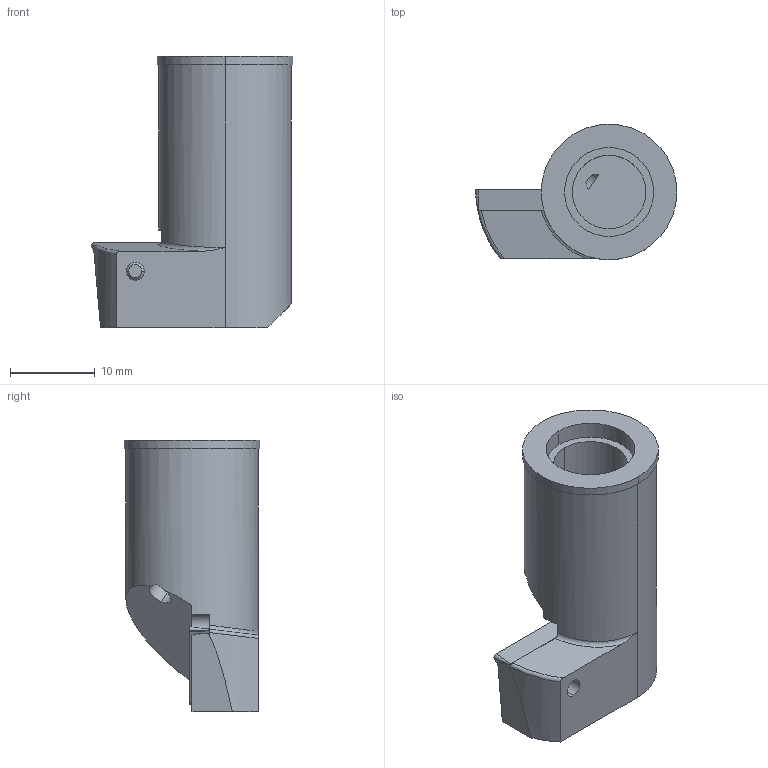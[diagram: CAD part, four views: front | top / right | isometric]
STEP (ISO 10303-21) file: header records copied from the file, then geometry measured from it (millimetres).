
FILE_DESCRIPTION(('no description'),'unknown implementation level');
FILE_NAME('EFD42A4D-3E56-4D27-B520-3FB40FE63FE3_export.stp',' ',('CIMSOURCE GmbH'),('CADClick - KiM GmbH - www.kimweb.de'),'unknown preprocess','ACIS','unknown authorization');
FILE_SCHEMA(('automotive_design'));
Length unit declared in the file: millimetre
Products named in the file (3): 615.407 Kaiser WPH E32 TC11R|694.122 Kaiser ETL M2.5x6.5 T7 IP 10S_309.301;Kreismuster1; 615.407 Kaiser WPH E32 TC11R|655.383 Kaiser TCGT 110204 K10C;Kombinieren1; 615.407 Kaiser WPH E32 TC11R|615.407 Kaiser WPH E32 TC11R;Fillet2
Bounding box: 23.8 x 16 x 32 mm (x, y, z)
Volume: 4866.8 mm3; surface area: 2841.1 mm2
Topology: 3 solids, 3 shells, 93 faces, 230 edges, 146 vertices
Faces by surface type: cylinder 38, plane 30, cone 19, torus 4, bspline 2
Entity records: 6705 total; most frequent: CARTESIAN_POINT 1700, DIRECTION 530, STYLED_ITEM 472, PRESENTATION_STYLE_ASSIGNMENT 472, COLOUR_RGB 472, ORIENTED_EDGE 460, EDGE_CURVE 230, CURVE_STYLE 230
